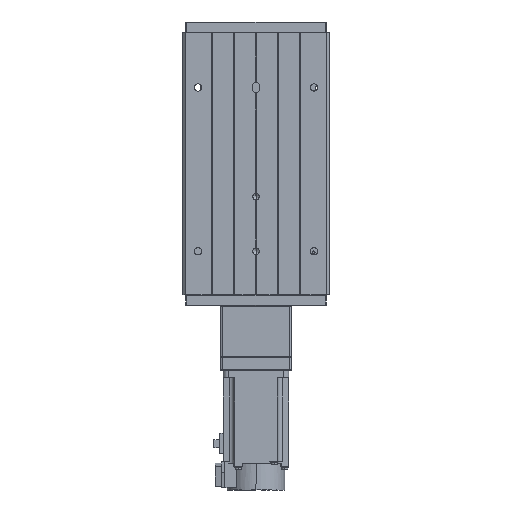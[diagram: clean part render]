
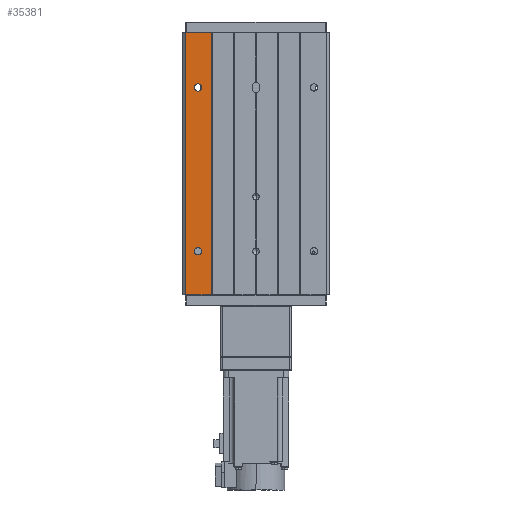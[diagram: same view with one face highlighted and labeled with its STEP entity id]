
A CAD part, front view. The second image highlights one B-rep face of the part: STEP entity #35381.
In plain terms, the highlighted planar face has unit normal (0, -1, 0).
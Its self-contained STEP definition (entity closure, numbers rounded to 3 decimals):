
#389 = LINE ( 'NONE', #12437, #14491 ) ;
#430 = ORIENTED_EDGE ( 'NONE', *, *, #22091, .T. ) ;
#747 = VERTEX_POINT ( 'NONE', #6667 ) ;
#939 = EDGE_CURVE ( 'NONE', #8813, #37433, #38225, .T. ) ;
#1679 = CARTESIAN_POINT ( 'NONE',  ( 53., -1., -66.6 ) ) ;
#3282 = DIRECTION ( 'NONE',  ( -1., 0., 0. ) ) ;
#4374 = CIRCLE ( 'NONE', #26434, 3.4 ) ;
#4708 = DIRECTION ( 'NONE',  ( 0., -1., 0. ) ) ;
#5729 = VECTOR ( 'NONE', #23213, 1000. ) ;
#5814 = DIRECTION ( 'NONE',  ( 0., 0., 1. ) ) ;
#6059 = EDGE_CURVE ( 'NONE', #30926, #37433, #20803, .T. ) ;
#6141 = CARTESIAN_POINT ( 'NONE',  ( 53., -1., -73.4 ) ) ;
#6228 = PLANE ( 'NONE',  #27959 ) ;
#6667 = CARTESIAN_POINT ( 'NONE',  ( 41., -1., -120. ) ) ;
#6782 = EDGE_CURVE ( 'NONE', #21182, #24088, #16938, .T. ) ;
#7125 = ORIENTED_EDGE ( 'NONE', *, *, #8297, .T. ) ;
#8286 = CARTESIAN_POINT ( 'NONE',  ( 41., -1., 120. ) ) ;
#8297 = EDGE_CURVE ( 'NONE', #747, #30926, #38874, .T. ) ;
#8627 = ORIENTED_EDGE ( 'NONE', *, *, #25194, .F. ) ;
#8693 = DIRECTION ( 'NONE',  ( 0., 0., -1. ) ) ;
#8813 = VERTEX_POINT ( 'NONE', #8286 ) ;
#9181 = FACE_BOUND ( 'NONE', #32414, .T. ) ;
#9801 = DIRECTION ( 'NONE',  ( 0., 0., -1. ) ) ;
#10787 = EDGE_LOOP ( 'NONE', ( #33382, #8627 ) ) ;
#11175 = CARTESIAN_POINT ( 'NONE',  ( 40., -1., 120. ) ) ;
#11367 = CARTESIAN_POINT ( 'NONE',  ( 53., -1., 76.6 ) ) ;
#11835 = CARTESIAN_POINT ( 'NONE',  ( 40., -1., -120. ) ) ;
#11942 = EDGE_CURVE ( 'NONE', #24088, #21182, #12030, .T. ) ;
#12030 = CIRCLE ( 'NONE', #34073, 3.4 ) ;
#12437 = CARTESIAN_POINT ( 'NONE',  ( 41., -1., 120. ) ) ;
#13133 = EDGE_LOOP ( 'NONE', ( #7125, #13651, #22590, #430 ) ) ;
#13585 = CARTESIAN_POINT ( 'NONE',  ( 64.5, -1., -120. ) ) ;
#13628 = CARTESIAN_POINT ( 'NONE',  ( 53., -1., 80. ) ) ;
#13651 = ORIENTED_EDGE ( 'NONE', *, *, #6059, .T. ) ;
#13779 = ORIENTED_EDGE ( 'NONE', *, *, #6782, .F. ) ;
#14491 = VECTOR ( 'NONE', #24481, 1000. ) ;
#14969 = AXIS2_PLACEMENT_3D ( 'NONE', #31769, #4708, #16754 ) ;
#15736 = VECTOR ( 'NONE', #5814, 1000. ) ;
#16754 = DIRECTION ( 'NONE',  ( 0., 0., -1. ) ) ;
#16938 = CIRCLE ( 'NONE', #38997, 3.4 ) ;
#18284 = CARTESIAN_POINT ( 'NONE',  ( 40., -1., 120. ) ) ;
#19565 = EDGE_CURVE ( 'NONE', #28911, #30112, #31970, .T. ) ;
#20705 = ORIENTED_EDGE ( 'NONE', *, *, #11942, .F. ) ;
#20803 = LINE ( 'NONE', #32852, #15736 ) ;
#21182 = VERTEX_POINT ( 'NONE', #11367 ) ;
#21224 = FACE_BOUND ( 'NONE', #10787, .T. ) ;
#22059 = VECTOR ( 'NONE', #23874, 1000. ) ;
#22091 = EDGE_CURVE ( 'NONE', #8813, #747, #389, .T. ) ;
#22590 = ORIENTED_EDGE ( 'NONE', *, *, #939, .F. ) ;
#23213 = DIRECTION ( 'NONE',  ( 1., 0., 0. ) ) ;
#23690 = CARTESIAN_POINT ( 'NONE',  ( 53., -1., -70. ) ) ;
#23874 = DIRECTION ( 'NONE',  ( 1., 0., 0. ) ) ;
#24088 = VERTEX_POINT ( 'NONE', #32773 ) ;
#24481 = DIRECTION ( 'NONE',  ( 0., 0., -1. ) ) ;
#24830 = CARTESIAN_POINT ( 'NONE',  ( 53., -1., 80. ) ) ;
#25194 = EDGE_CURVE ( 'NONE', #30112, #28911, #4374, .T. ) ;
#25661 = DIRECTION ( 'NONE',  ( 0., -1., 0. ) ) ;
#26434 = AXIS2_PLACEMENT_3D ( 'NONE', #23690, #35738, #8693 ) ;
#27959 = AXIS2_PLACEMENT_3D ( 'NONE', #18284, #30319, #3282 ) ;
#28911 = VERTEX_POINT ( 'NONE', #6141 ) ;
#29633 = CARTESIAN_POINT ( 'NONE',  ( 64.5, -1., 120. ) ) ;
#30112 = VERTEX_POINT ( 'NONE', #1679 ) ;
#30319 = DIRECTION ( 'NONE',  ( 0., 1., 0. ) ) ;
#30926 = VERTEX_POINT ( 'NONE', #13585 ) ;
#31769 = CARTESIAN_POINT ( 'NONE',  ( 53., -1., -70. ) ) ;
#31970 = CIRCLE ( 'NONE', #14969, 3.4 ) ;
#32414 = EDGE_LOOP ( 'NONE', ( #13779, #20705 ) ) ;
#32773 = CARTESIAN_POINT ( 'NONE',  ( 53., -1., 83.4 ) ) ;
#32852 = CARTESIAN_POINT ( 'NONE',  ( 64.5, -1., -120. ) ) ;
#33264 = FACE_OUTER_BOUND ( 'NONE', #13133, .T. ) ;
#33382 = ORIENTED_EDGE ( 'NONE', *, *, #19565, .F. ) ;
#34073 = AXIS2_PLACEMENT_3D ( 'NONE', #24830, #36853, #9801 ) ;
#35381 = ADVANCED_FACE ( 'NONE', ( #9181, #21224, #33264 ), #6228, .F. ) ;
#35738 = DIRECTION ( 'NONE',  ( 0., -1., 0. ) ) ;
#36853 = DIRECTION ( 'NONE',  ( 0., -1., 0. ) ) ;
#37433 = VERTEX_POINT ( 'NONE', #29633 ) ;
#37698 = DIRECTION ( 'NONE',  ( 0., 0., -1. ) ) ;
#38225 = LINE ( 'NONE', #11175, #5729 ) ;
#38874 = LINE ( 'NONE', #11835, #22059 ) ;
#38997 = AXIS2_PLACEMENT_3D ( 'NONE', #13628, #25661, #37698 ) ;
